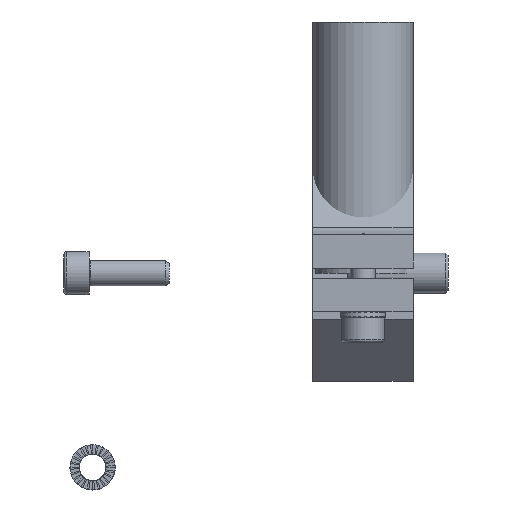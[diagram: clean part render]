
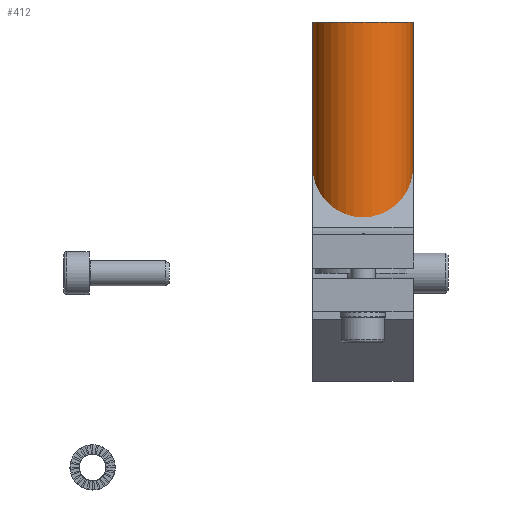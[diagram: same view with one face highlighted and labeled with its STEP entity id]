
A CAD part, top view. The second image highlights one B-rep face of the part: STEP entity #412.
In plain terms, the highlighted cylindrical face has radius 10 mm (diameter 20 mm), a full revolution.
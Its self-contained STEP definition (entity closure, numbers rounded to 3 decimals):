
#412 = ADVANCED_FACE( '', ( #972, #973 ), #974, .T. );
#972 = FACE_OUTER_BOUND( '', #1695, .T. );
#973 = FACE_OUTER_BOUND( '', #1696, .T. );
#974 = CYLINDRICAL_SURFACE( '', #1697, 10. );
#1695 = EDGE_LOOP( '', ( #2955 ) );
#1696 = EDGE_LOOP( '', ( #2956 ) );
#1697 = AXIS2_PLACEMENT_3D( '', #2957, #2958, #2959 );
#2955 = ORIENTED_EDGE( '', *, *, #4674, .F. );
#2956 = ORIENTED_EDGE( '', *, *, #4942, .F. );
#2957 = CARTESIAN_POINT( '', ( 0., 50., 0. ) );
#2958 = DIRECTION( '', ( 0., 1., 0. ) );
#2959 = DIRECTION( '', ( 0., 0., -1. ) );
#4674 = EDGE_CURVE( '', #5750, #5750, #5751, .T. );
#4942 = EDGE_CURVE( '', #6199, #6199, #6200, .T. );
#5750 = VERTEX_POINT( '', #7336 );
#5751 = CIRCLE( '', #7337, 10. );
#6199 = VERTEX_POINT( '', #7946 );
#6200 = CIRCLE( '', #7947, 10. );
#7336 = CARTESIAN_POINT( '', ( 10., 50., 0. ) );
#7337 = AXIS2_PLACEMENT_3D( '', #8944, #8945, #8946 );
#7946 = CARTESIAN_POINT( '', ( 10., 2.4, 0. ) );
#7947 = AXIS2_PLACEMENT_3D( '', #9364, #9365, #9366 );
#8944 = CARTESIAN_POINT( '', ( 0., 50., 0. ) );
#8945 = DIRECTION( '', ( 0., 1., 0. ) );
#8946 = DIRECTION( '', ( 1., 0., 0. ) );
#9364 = CARTESIAN_POINT( '', ( 0., 2.4, 0. ) );
#9365 = DIRECTION( '', ( 0., -1., 0. ) );
#9366 = DIRECTION( '', ( 1., 0., 0. ) );
